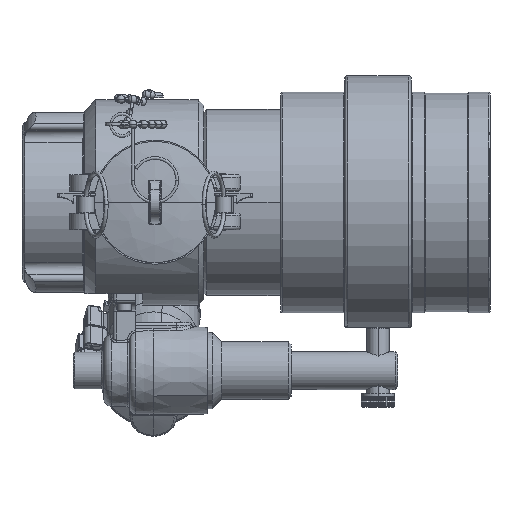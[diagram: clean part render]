
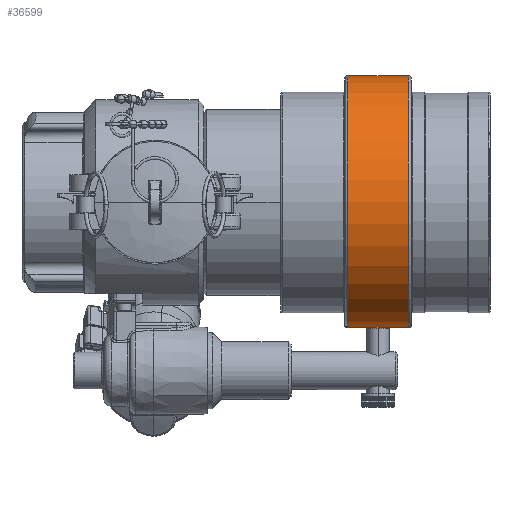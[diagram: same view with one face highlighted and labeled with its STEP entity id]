
A CAD part, top view. The second image highlights one B-rep face of the part: STEP entity #36599.
In plain terms, the highlighted cylindrical face has radius 73.025 mm (diameter 146.05 mm), a partial arc.
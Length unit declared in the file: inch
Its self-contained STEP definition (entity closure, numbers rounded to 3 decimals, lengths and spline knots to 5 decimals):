
#35889=CARTESIAN_POINT('',(4.3665,0.,0.));
#35890=DIRECTION('',(1.,0.,0.));
#35891=DIRECTION('',(0.,-0.985,-0.174));
#35892=AXIS2_PLACEMENT_3D('',#35889,#35890,#35891);
#35909=DIRECTION('',(-1.,0.,0.));
#35910=VECTOR('',#35909,1.38);
#35911=CARTESIAN_POINT('',(5.7465,-2.83103,
0.50088));
#35912=LINE('',#35911,#35910);
#35913=DIRECTION('',(-1.,0.,0.));
#35914=VECTOR('',#35913,1.38);
#35915=CARTESIAN_POINT('',(5.7465,-2.83103,
-0.50088));
#35916=LINE('',#35915,#35914);
#35917=CARTESIAN_POINT('',(5.7465,0.,0.));
#35918=DIRECTION('',(-1.,0.,0.));
#35919=DIRECTION('',(0.,-0.985,0.174));
#35920=AXIS2_PLACEMENT_3D('',#35917,#35918,#35919);
#35947=CARTESIAN_POINT('',(5.7465,-2.83103,
0.50088));
#36000=CARTESIAN_POINT('',(5.7465,-2.83103,
-0.50088));
#36002=CARTESIAN_POINT('',(4.3665,-2.83103,
-0.50088));
#36055=CARTESIAN_POINT('',(4.3665,-2.83103,
0.50088));
#36151=VERTEX_POINT('',#35947);
#36152=VERTEX_POINT('',#36000);
#36157=VERTEX_POINT('',#36002);
#36158=VERTEX_POINT('',#36055);
#36585=CARTESIAN_POINT('',(5.8815,0.,0.));
#36586=DIRECTION('',(-1.,0.,0.));
#36587=DIRECTION('',(0.,-1.,0.));
#36588=AXIS2_PLACEMENT_3D('',#36585,#36586,#36587);
#36589=CYLINDRICAL_SURFACE('',#36588,2.875);
#36591=ORIENTED_EDGE('',*,*,#36590,.F.);
#36593=ORIENTED_EDGE('',*,*,#36592,.T.);
#36594=ORIENTED_EDGE('',*,*,#36575,.F.);
#36596=ORIENTED_EDGE('',*,*,#36595,.F.);
#36597=EDGE_LOOP('',(#36591,#36593,#36594,#36596));
#36598=FACE_OUTER_BOUND('',#36597,.F.);
#35893=CIRCLE('',#35892,2.875);
#35921=CIRCLE('',#35920,2.875);
#36575=EDGE_CURVE('',#36157,#36158,#35893,.T.);
#36590=EDGE_CURVE('',#36151,#36152,#35921,.T.);
#36592=EDGE_CURVE('',#36151,#36158,#35912,.T.);
#36595=EDGE_CURVE('',#36152,#36157,#35916,.T.);
#36599=ADVANCED_FACE('',(#36598),#36589,.T.);
